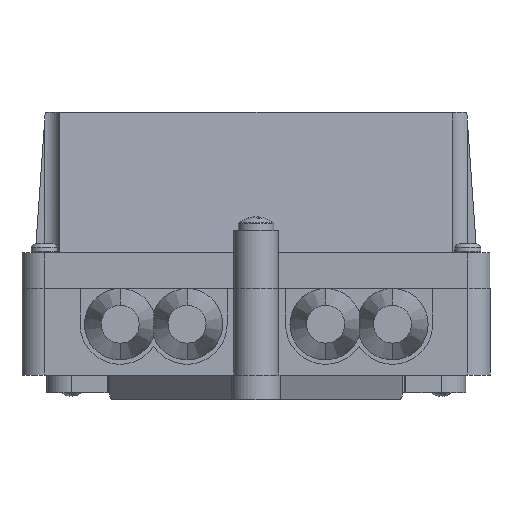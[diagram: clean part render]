
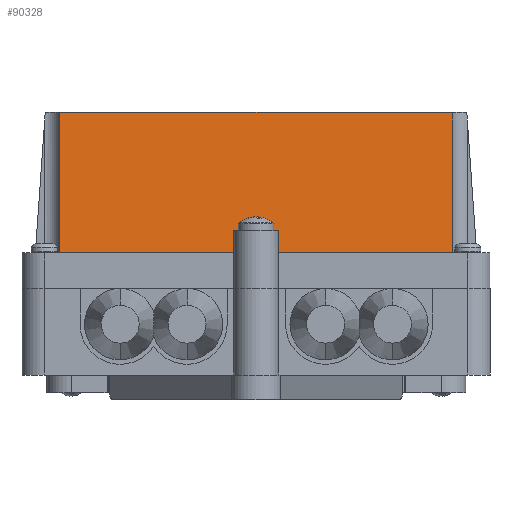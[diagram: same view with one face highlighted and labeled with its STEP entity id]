
A CAD part, front view. The second image highlights one B-rep face of the part: STEP entity #90328.
In plain terms, the highlighted planar face has unit normal (0, -0.998, 0.07).
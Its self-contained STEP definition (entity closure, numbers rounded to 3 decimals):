
#156 = CARTESIAN_POINT ( 'NONE',  ( 5.829, -23.964, 0. ) ) ;
#1387 = DIRECTION ( 'NONE',  ( 0., -0.07, -0.998 ) ) ;
#7460 = VERTEX_POINT ( 'NONE', #14840 ) ;
#8837 = EDGE_CURVE ( 'NONE', #130596, #64540, #131949, .T. ) ;
#11131 = PLANE ( 'NONE',  #132172 ) ;
#12065 = CARTESIAN_POINT ( 'NONE',  ( 44.835, -21.762, 31.5 ) ) ;
#14840 = CARTESIAN_POINT ( 'NONE',  ( -4.171, -23.964, 0. ) ) ;
#15296 = VECTOR ( 'NONE', #49767, 1000. ) ;
#18747 = CARTESIAN_POINT ( 'NONE',  ( -43.171, -23.964, 0. ) ) ;
#24219 = CARTESIAN_POINT ( 'NONE',  ( 0., -21.762, 31.5 ) ) ;
#26001 = ORIENTED_EDGE ( 'NONE', *, *, #98524, .T. ) ;
#27203 = CARTESIAN_POINT ( 'NONE',  ( 44.835, -21.762, 31.5 ) ) ;
#28079 = CARTESIAN_POINT ( 'NONE',  ( 44.829, -21.964, 28.601 ) ) ;
#29156 = CARTESIAN_POINT ( 'NONE',  ( 44.829, -23.964, 0. ) ) ;
#29355 = EDGE_CURVE ( 'NONE', #34947, #7460, #53195, .T. ) ;
#29751 =( BOUNDED_CURVE ( )  B_SPLINE_CURVE ( 3, ( #119670, #107944, #36885, #49638 ),
 .UNSPECIFIED., .F., .F. ) 
 B_SPLINE_CURVE_WITH_KNOTS ( ( 4, 4 ),
 ( 1.571, 1.629 ),
 .UNSPECIFIED. ) 
 CURVE ( )  GEOMETRIC_REPRESENTATION_ITEM ( )  RATIONAL_B_SPLINE_CURVE ( ( 1., 1., 1., 1. ) ) 
 REPRESENTATION_ITEM ( '' )  );
#30237 = ORIENTED_EDGE ( 'NONE', *, *, #110807, .F. ) ;
#30621 = DIRECTION ( 'NONE',  ( 0., 0.07, 0.998 ) ) ;
#34947 = VERTEX_POINT ( 'NONE', #39510 ) ;
#35224 = EDGE_CURVE ( 'NONE', #49877, #130596, #29751, .T. ) ;
#35740 = CARTESIAN_POINT ( 'NONE',  ( 44.829, -21.964, 28.601 ) ) ;
#36000 = DIRECTION ( 'NONE',  ( 0., -0.07, -0.998 ) ) ;
#36885 = CARTESIAN_POINT ( 'NONE',  ( -43.173, -21.829, 30.535 ) ) ;
#39510 = CARTESIAN_POINT ( 'NONE',  ( -4.171, -23.615, 5. ) ) ;
#39915 = VERTEX_POINT ( 'NONE', #49435 ) ;
#40983 = DIRECTION ( 'NONE',  ( 0., -0.07, -0.998 ) ) ;
#42256 = VECTOR ( 'NONE', #142935, 1000. ) ;
#46550 = DIRECTION ( 'NONE',  ( 0., -0.998, 0.07 ) ) ;
#49435 = CARTESIAN_POINT ( 'NONE',  ( -43.171, -23.964, 0. ) ) ;
#49638 = CARTESIAN_POINT ( 'NONE',  ( -43.177, -21.762, 31.5 ) ) ;
#49767 = DIRECTION ( 'NONE',  ( 1., 0., 0. ) ) ;
#49877 = VERTEX_POINT ( 'NONE', #73558 ) ;
#53195 = LINE ( 'NONE', #59858, #115394 ) ;
#59411 = EDGE_LOOP ( 'NONE', ( #75501, #129603, #86889, #106982, #126743, #26001, #99596, #152030, #30237, #121270 ) ) ;
#59858 = CARTESIAN_POINT ( 'NONE',  ( -4.171, -23.964, 0. ) ) ;
#62138 = CARTESIAN_POINT ( 'NONE',  ( 5.829, -23.615, 5. ) ) ;
#64540 = VERTEX_POINT ( 'NONE', #27203 ) ;
#69338 = VECTOR ( 'NONE', #40983, 1000. ) ;
#73558 = CARTESIAN_POINT ( 'NONE',  ( -43.171, -21.964, 28.601 ) ) ;
#75501 = ORIENTED_EDGE ( 'NONE', *, *, #35224, .F. ) ;
#76439 = CARTESIAN_POINT ( 'NONE',  ( 48.329, -23.615, 5. ) ) ;
#78863 = CARTESIAN_POINT ( 'NONE',  ( -48.671, -23.964, 0. ) ) ;
#80754 = LINE ( 'NONE', #76439, #111878 ) ;
#81419 = FACE_OUTER_BOUND ( 'NONE', #59411, .T. ) ;
#82285 = CARTESIAN_POINT ( 'NONE',  ( 44.831, -21.829, 30.535 ) ) ;
#82958 = CARTESIAN_POINT ( 'NONE',  ( 44.829, -23.964, 0. ) ) ;
#84558 = CARTESIAN_POINT ( 'NONE',  ( -48.671, -23.964, 0. ) ) ;
#85035 = EDGE_CURVE ( 'NONE', #114078, #34947, #80754, .T. ) ;
#85874 = EDGE_CURVE ( 'NONE', #39915, #49877, #94831, .T. ) ;
#86889 = ORIENTED_EDGE ( 'NONE', *, *, #138514, .T. ) ;
#87534 = VERTEX_POINT ( 'NONE', #28079 ) ;
#90328 = ADVANCED_FACE ( 'NONE', ( #81419 ), #11131, .T. ) ;
#90608 = DIRECTION ( 'NONE',  ( 1., 0., 0. ) ) ;
#94831 = LINE ( 'NONE', #18747, #122288 ) ;
#98524 = EDGE_CURVE ( 'NONE', #114078, #137415, #106106, .T. ) ;
#99596 = ORIENTED_EDGE ( 'NONE', *, *, #117701, .T. ) ;
#104861 = CARTESIAN_POINT ( 'NONE',  ( -48.671, -23.964, 0. ) ) ;
#105822 = CARTESIAN_POINT ( 'NONE',  ( 44.829, -21.897, 29.568 ) ) ;
#106084 = CARTESIAN_POINT ( 'NONE',  ( 5.829, -24.555, -8.448 ) ) ;
#106106 = LINE ( 'NONE', #106084, #133558 ) ;
#106982 = ORIENTED_EDGE ( 'NONE', *, *, #29355, .F. ) ;
#107944 = CARTESIAN_POINT ( 'NONE',  ( -43.171, -21.897, 29.568 ) ) ;
#109189 = CARTESIAN_POINT ( 'NONE',  ( -43.177, -21.762, 31.5 ) ) ;
#110807 = EDGE_CURVE ( 'NONE', #64540, #87534, #137783, .T. ) ;
#111878 = VECTOR ( 'NONE', #112248, 1000. ) ;
#112248 = DIRECTION ( 'NONE',  ( -1., 0., 0. ) ) ;
#114078 = VERTEX_POINT ( 'NONE', #62138 ) ;
#115394 = VECTOR ( 'NONE', #1387, 1000. ) ;
#116148 = VECTOR ( 'NONE', #90608, 1000. ) ;
#117701 = EDGE_CURVE ( 'NONE', #137415, #131047, #139904, .T. ) ;
#119670 = CARTESIAN_POINT ( 'NONE',  ( -43.171, -21.964, 28.601 ) ) ;
#119818 = LINE ( 'NONE', #78863, #116148 ) ;
#121270 = ORIENTED_EDGE ( 'NONE', *, *, #8837, .F. ) ;
#122288 = VECTOR ( 'NONE', #30621, 1000. ) ;
#123387 = EDGE_CURVE ( 'NONE', #87534, #131047, #131614, .T. ) ;
#126743 = ORIENTED_EDGE ( 'NONE', *, *, #85035, .F. ) ;
#128391 = DIRECTION ( 'NONE',  ( 0., -0.07, -0.998 ) ) ;
#129603 = ORIENTED_EDGE ( 'NONE', *, *, #85874, .F. ) ;
#130596 = VERTEX_POINT ( 'NONE', #109189 ) ;
#131047 = VERTEX_POINT ( 'NONE', #82958 ) ;
#131614 = LINE ( 'NONE', #29156, #69338 ) ;
#131949 = LINE ( 'NONE', #24219, #42256 ) ;
#132172 = AXIS2_PLACEMENT_3D ( 'NONE', #104861, #46550, #128391 ) ;
#133558 = VECTOR ( 'NONE', #36000, 1000. ) ;
#137415 = VERTEX_POINT ( 'NONE', #156 ) ;
#137783 =( BOUNDED_CURVE ( )  B_SPLINE_CURVE ( 3, ( #12065, #82285, #105822, #35740 ),
 .UNSPECIFIED., .F., .F. ) 
 B_SPLINE_CURVE_WITH_KNOTS ( ( 4, 4 ),
 ( 4.654, 4.712 ),
 .UNSPECIFIED. ) 
 CURVE ( )  GEOMETRIC_REPRESENTATION_ITEM ( )  RATIONAL_B_SPLINE_CURVE ( ( 1., 1., 1., 1. ) ) 
 REPRESENTATION_ITEM ( '' )  );
#138514 = EDGE_CURVE ( 'NONE', #39915, #7460, #119818, .T. ) ;
#139904 = LINE ( 'NONE', #84558, #15296 ) ;
#142935 = DIRECTION ( 'NONE',  ( 1., 0., 0. ) ) ;
#152030 = ORIENTED_EDGE ( 'NONE', *, *, #123387, .F. ) ;
